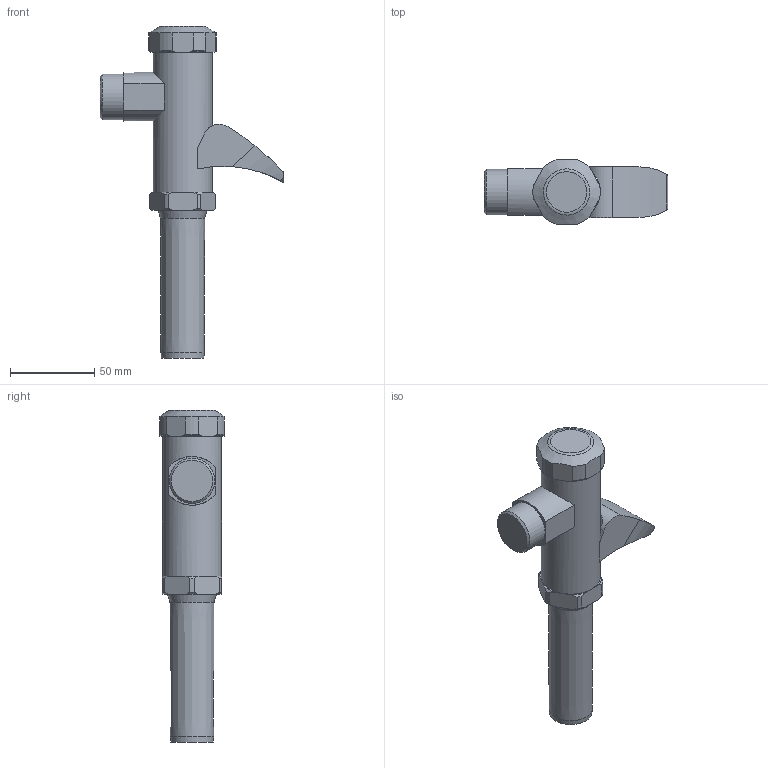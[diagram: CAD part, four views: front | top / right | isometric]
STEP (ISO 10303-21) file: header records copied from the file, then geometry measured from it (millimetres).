
FILE_DESCRIPTION(/* description */ ('Unknown'),/* implementation_level */ '2;1');
FILE_NAME(/* name */ '37139XXX',/* time_stamp */ '2022-09-09T02:58:10+02:00',/* author */ ('Unknown'),/* organization */ ('GROHE AG'),/* preprocessor_version */ 'ST-DEVELOPER v16.7',/* originating_system */ 'DEX',/* authorisation */ $);
FILE_SCHEMA (('AUTOMOTIVE_DESIGN {1 0 10303 214 3 1 1}'));
Length unit declared in the file: millimetre
Products named in the file (2): 37139XXX
Assembly tree (1 placements, depth 2):
  37139XXX
    37139XXX
Bounding box: 109.05 x 38 x 196.9 mm (x, y, z)
Volume: 197027.3 mm3; surface area: 29766.7 mm2
Topology: 1 solids, 1 shells, 91 faces, 243 edges, 158 vertices
Faces by surface type: plane 35, cylinder 25, cone 23, torus 8
Full cylindrical faces by diameter (mm): 27 x1, 35 x1
Entity records: 2978 total; most frequent: CARTESIAN_POINT 763, ORIENTED_EDGE 464, DIRECTION 433, EDGE_CURVE 232, AXIS2_PLACEMENT_3D 178, VERTEX_POINT 156, EDGE_LOOP 106, FACE_BOUND 106
